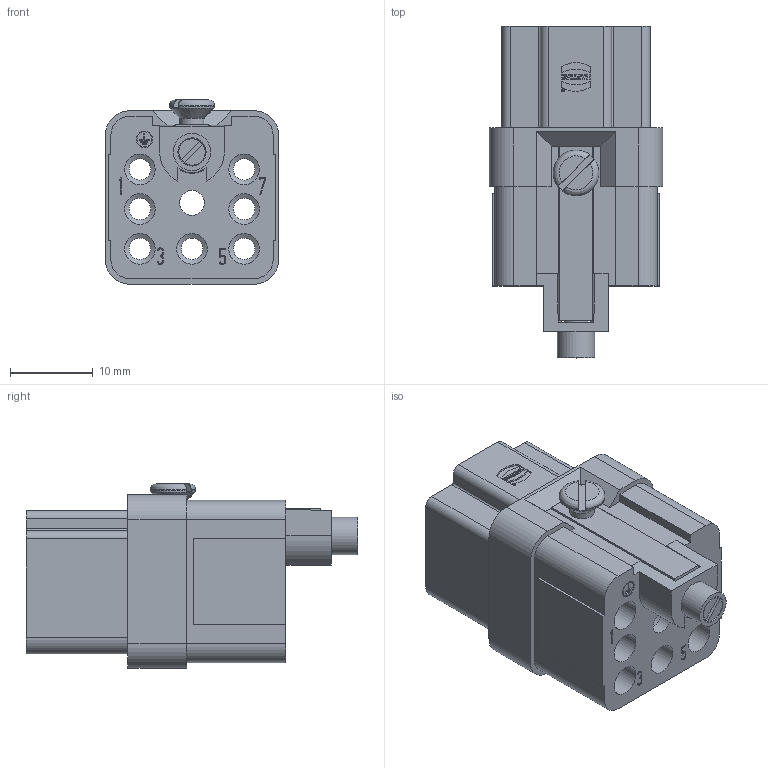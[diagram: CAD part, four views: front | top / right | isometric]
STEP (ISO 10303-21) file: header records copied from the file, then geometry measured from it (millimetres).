
FILE_DESCRIPTION(/* description */ (''),/* implementation_level */ '2;1');
FILE_NAME(/* name */ '100221320ugm000_c.stp',/* time_stamp */ '2017-11-24T15:38:33+01:00',/* author */ (''),/* organization */ (''),/* preprocessor_version */ 'ST-DEVELOPER v16',/* originating_system */ 'SIEMENS PLM Software NX 10.0',/* authorisation */ '');
FILE_SCHEMA (('AUTOMOTIVE_DESIGN { 1 0 10303 214 3 1 1 1 }'));
Length unit declared in the file: millimetre
Products named in the file (1): 100221320ugm000_c
Bounding box: 20.95 x 40.1 x 22.27 mm (x, y, z)
Volume: 8417 mm3; surface area: 7102.3 mm2
Topology: 1 solids, 1 shells, 427 faces, 1101 edges, 734 vertices
Faces by surface type: plane 307, cylinder 98, bspline 12, cone 9, sphere 1
Full cylindrical faces by diameter (mm): 0.264 x1, 0.345 x1, 1.8 x2, 2 x2, 2.5 x1, 2.6 x7, 2.85 x1, 3 x12, 3.19 x1, 3.4 x1, 3.7 x7, 4.5 x1, 4.7 x1
Entity records: 15870 total; most frequent: CARTESIAN_POINT 3154, ORIENTED_EDGE 2104, DIRECTION 2047, EDGE_CURVE 1052, LINE 809, VECTOR 809, VERTEX_POINT 726, AXIS2_PLACEMENT_3D 619
